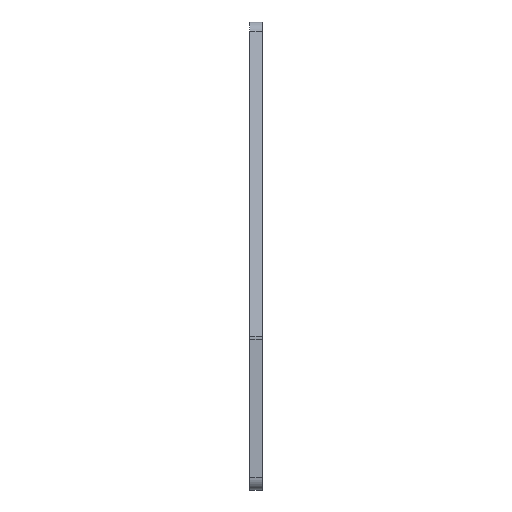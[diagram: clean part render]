
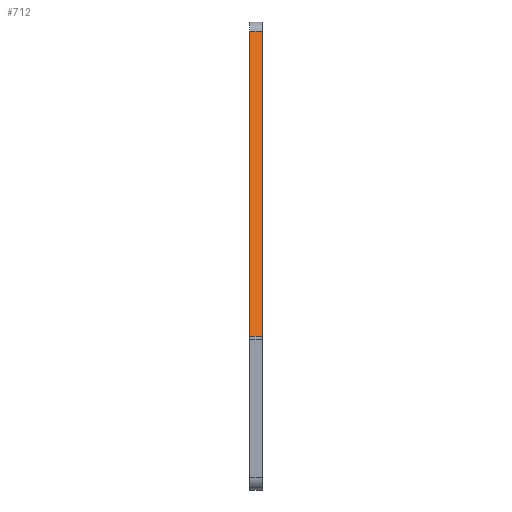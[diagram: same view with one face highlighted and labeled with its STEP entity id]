
A CAD part, left-side view. The second image highlights one B-rep face of the part: STEP entity #712.
In plain terms, the highlighted planar face has unit normal (-0.97, 0, 0.242).
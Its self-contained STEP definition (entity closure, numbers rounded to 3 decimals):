
#49 = FACE_OUTER_BOUND ( 'NONE', #97, .T. ) ;
#60 = DIRECTION ( 'NONE',  ( -0.243, 0., -0.97 ) ) ;
#97 = EDGE_LOOP ( 'NONE', ( #499, #750, #334, #331 ) ) ;
#137 = VERTEX_POINT ( 'NONE', #669 ) ;
#172 = CARTESIAN_POINT ( 'NONE',  ( -18.438, 0., 98. ) ) ;
#174 = DIRECTION ( 'NONE',  ( 0., 1., 0. ) ) ;
#180 = LINE ( 'NONE', #418, #714 ) ;
#201 = VERTEX_POINT ( 'NONE', #638 ) ;
#226 = VECTOR ( 'NONE', #332, 1000. ) ;
#284 = DIRECTION ( 'NONE',  ( -0.243, 0., -0.97 ) ) ;
#306 = EDGE_CURVE ( 'NONE', #442, #469, #180, .T. ) ;
#314 = LINE ( 'NONE', #757, #652 ) ;
#331 = ORIENTED_EDGE ( 'NONE', *, *, #608, .F. ) ;
#332 = DIRECTION ( 'NONE',  ( -0.243, 0., -0.97 ) ) ;
#334 = ORIENTED_EDGE ( 'NONE', *, *, #368, .F. ) ;
#350 = DIRECTION ( 'NONE',  ( 0., -1., 0. ) ) ;
#368 = EDGE_CURVE ( 'NONE', #137, #442, #716, .T. ) ;
#385 = CARTESIAN_POINT ( 'NONE',  ( -37.91, 0., 20.112 ) ) ;
#418 = CARTESIAN_POINT ( 'NONE',  ( -37.91, 0., 20.112 ) ) ;
#441 = CARTESIAN_POINT ( 'NONE',  ( -37.91, 3., 20.112 ) ) ;
#442 = VERTEX_POINT ( 'NONE', #385 ) ;
#444 = AXIS2_PLACEMENT_3D ( 'NONE', #172, #634, #284 ) ;
#469 = VERTEX_POINT ( 'NONE', #441 ) ;
#476 = EDGE_CURVE ( 'NONE', #201, #469, #680, .T. ) ;
#481 = VECTOR ( 'NONE', #60, 1000. ) ;
#499 = ORIENTED_EDGE ( 'NONE', *, *, #476, .T. ) ;
#576 = PLANE ( 'NONE',  #444 ) ;
#595 = CARTESIAN_POINT ( 'NONE',  ( -18.438, 0., 98. ) ) ;
#608 = EDGE_CURVE ( 'NONE', #201, #137, #314, .T. ) ;
#634 = DIRECTION ( 'NONE',  ( -0.97, 0., 0.243 ) ) ;
#638 = CARTESIAN_POINT ( 'NONE',  ( -19.007, 3., 95.728 ) ) ;
#652 = VECTOR ( 'NONE', #350, 1000. ) ;
#669 = CARTESIAN_POINT ( 'NONE',  ( -19.007, 0., 95.728 ) ) ;
#680 = LINE ( 'NONE', #746, #226 ) ;
#712 = ADVANCED_FACE ( 'NONE', ( #49 ), #576, .T. ) ;
#714 = VECTOR ( 'NONE', #174, 1000. ) ;
#716 = LINE ( 'NONE', #595, #481 ) ;
#746 = CARTESIAN_POINT ( 'NONE',  ( -18.438, 3., 98. ) ) ;
#750 = ORIENTED_EDGE ( 'NONE', *, *, #306, .F. ) ;
#757 = CARTESIAN_POINT ( 'NONE',  ( -19.007, 0., 95.728 ) ) ;
